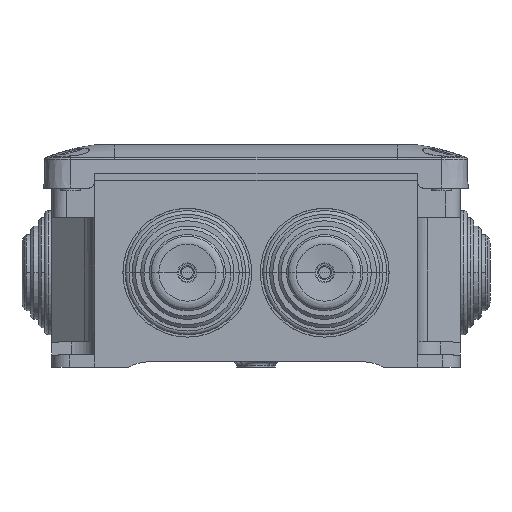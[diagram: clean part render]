
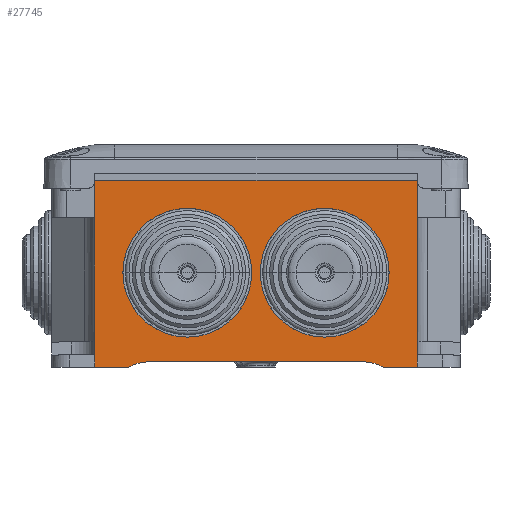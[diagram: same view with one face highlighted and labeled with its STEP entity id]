
A CAD part, left-side view. The second image highlights one B-rep face of the part: STEP entity #27745.
In plain terms, the highlighted planar face has unit normal (-1, 0, 0).
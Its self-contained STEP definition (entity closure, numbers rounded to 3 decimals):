
#130 = CIRCLE ( 'NONE', #70414, 17.367 ) ;
#520 = CIRCLE ( 'NONE', #98556, 10. ) ;
#562 = LINE ( 'NONE', #79861, #73721 ) ;
#745 = DIRECTION ( 'NONE',  ( 0., 0., -1. ) ) ;
#2214 = DIRECTION ( 'NONE',  ( -1., 0., 0. ) ) ;
#3140 = EDGE_CURVE ( 'NONE', #48784, #65024, #98859, .T. ) ;
#3570 = CARTESIAN_POINT ( 'NONE',  ( -75., 18.5, 42.867 ) ) ;
#3863 = CARTESIAN_POINT ( 'NONE',  ( -75., -18.5, 8.133 ) ) ;
#4088 = ORIENTED_EDGE ( 'NONE', *, *, #37628, .F. ) ;
#4737 = CARTESIAN_POINT ( 'NONE',  ( -75., -29.032, -8.5 ) ) ;
#5801 = ORIENTED_EDGE ( 'NONE', *, *, #98671, .T. ) ;
#7110 = EDGE_CURVE ( 'NONE', #60110, #31582, #25274, .T. ) ;
#7628 = AXIS2_PLACEMENT_3D ( 'NONE', #42741, #89296, #10994 ) ;
#8469 = EDGE_CURVE ( 'NONE', #45789, #18504, #24487, .T. ) ;
#9117 = CARTESIAN_POINT ( 'NONE',  ( -75., -34.3, 1.5 ) ) ;
#9491 = EDGE_CURVE ( 'NONE', #22749, #53424, #562, .T. ) ;
#10267 = CARTESIAN_POINT ( 'NONE',  ( -75., -43.4, 0. ) ) ;
#10994 = DIRECTION ( 'NONE',  ( 0., 0., -1. ) ) ;
#13572 = EDGE_CURVE ( 'NONE', #101047, #72456, #79250, .T. ) ;
#14326 = ORIENTED_EDGE ( 'NONE', *, *, #58036, .F. ) ;
#14977 = ORIENTED_EDGE ( 'NONE', *, *, #7110, .F. ) ;
#15516 = ORIENTED_EDGE ( 'NONE', *, *, #13572, .F. ) ;
#15575 = PLANE ( 'NONE',  #68911 ) ;
#16292 = DIRECTION ( 'NONE',  ( 0., 0., -1. ) ) ;
#17069 = CARTESIAN_POINT ( 'NONE',  ( -75., -18.5, 25.5 ) ) ;
#17294 = DIRECTION ( 'NONE',  ( -1., 0., 0. ) ) ;
#18504 = VERTEX_POINT ( 'NONE', #10267 ) ;
#19237 = DIRECTION ( 'NONE',  ( 0., 0., -1. ) ) ;
#19243 = CARTESIAN_POINT ( 'NONE',  ( -75., 34.3, 0. ) ) ;
#20421 = VERTEX_POINT ( 'NONE', #3570 ) ;
#21611 = DIRECTION ( 'NONE',  ( 0., 0., -1. ) ) ;
#22749 = VERTEX_POINT ( 'NONE', #19243 ) ;
#23060 = VECTOR ( 'NONE', #82494, 1000. ) ;
#23346 = DIRECTION ( 'NONE',  ( 1., 0., 0. ) ) ;
#23765 = CARTESIAN_POINT ( 'NONE',  ( -75., -43.4, 52.3 ) ) ;
#24487 = LINE ( 'NONE', #55680, #88977 ) ;
#25034 = EDGE_CURVE ( 'NONE', #27302, #18504, #39111, .T. ) ;
#25274 = CIRCLE ( 'NONE', #82487, 17.367 ) ;
#25949 = CARTESIAN_POINT ( 'NONE',  ( -75., -18.5, 42.867 ) ) ;
#27302 = VERTEX_POINT ( 'NONE', #52018 ) ;
#27745 = ADVANCED_FACE ( 'NONE', ( #37571, #68793, #85177 ), #15575, .F. ) ;
#31582 = VERTEX_POINT ( 'NONE', #25949 ) ;
#32415 = DIRECTION ( 'NONE',  ( 0., 0., -1. ) ) ;
#32515 = DIRECTION ( 'NONE',  ( 0., 0., -1. ) ) ;
#32739 = CARTESIAN_POINT ( 'NONE',  ( -75., 43.4, 3.5 ) ) ;
#33092 = CARTESIAN_POINT ( 'NONE',  ( -75., 43.4, 0. ) ) ;
#37571 = FACE_BOUND ( 'NONE', #44676, .T. ) ;
#37628 = EDGE_CURVE ( 'NONE', #48784, #76919, #79141, .T. ) ;
#37889 = EDGE_LOOP ( 'NONE', ( #68379, #15516, #5801, #63899, #94171, #40296, #4088, #93081, #83859, #64182 ) ) ;
#38345 = CARTESIAN_POINT ( 'NONE',  ( -75., 43.4, 52.3 ) ) ;
#38692 = CIRCLE ( 'NONE', #7628, 17.367 ) ;
#38936 = CARTESIAN_POINT ( 'NONE',  ( -75., 43.4, 50.3 ) ) ;
#39111 = LINE ( 'NONE', #23765, #70604 ) ;
#39955 = DIRECTION ( 'NONE',  ( 0., 1., 0. ) ) ;
#40143 = CARTESIAN_POINT ( 'NONE',  ( -75., -43.4, 52.3 ) ) ;
#40234 = CARTESIAN_POINT ( 'NONE',  ( -75., -50., 50.3 ) ) ;
#40296 = ORIENTED_EDGE ( 'NONE', *, *, #84377, .F. ) ;
#40346 = DIRECTION ( 'NONE',  ( 0., 1., 0. ) ) ;
#40374 = DIRECTION ( 'NONE',  ( 0., 0., -1. ) ) ;
#42059 = ORIENTED_EDGE ( 'NONE', *, *, #63123, .T. ) ;
#42741 = CARTESIAN_POINT ( 'NONE',  ( -75., -18.5, 25.5 ) ) ;
#43694 = AXIS2_PLACEMENT_3D ( 'NONE', #57076, #80167, #19237 ) ;
#44676 = EDGE_LOOP ( 'NONE', ( #14326, #14977 ) ) ;
#45789 = VERTEX_POINT ( 'NONE', #85623 ) ;
#47891 = CARTESIAN_POINT ( 'NONE',  ( -75., 29.032, 1.5 ) ) ;
#48784 = VERTEX_POINT ( 'NONE', #38936 ) ;
#49965 = VECTOR ( 'NONE', #78140, 1000. ) ;
#52018 = CARTESIAN_POINT ( 'NONE',  ( -75., -43.4, 3.5 ) ) ;
#53424 = VERTEX_POINT ( 'NONE', #33092 ) ;
#53908 = DIRECTION ( 'NONE',  ( 0., 0., -1. ) ) ;
#54519 = CARTESIAN_POINT ( 'NONE',  ( -75., 18.5, 25.5 ) ) ;
#55680 = CARTESIAN_POINT ( 'NONE',  ( -75., -50., 0. ) ) ;
#57076 = CARTESIAN_POINT ( 'NONE',  ( -75., 18.5, 25.5 ) ) ;
#58036 = EDGE_CURVE ( 'NONE', #31582, #60110, #38692, .T. ) ;
#58414 = CIRCLE ( 'NONE', #43694, 17.367 ) ;
#59604 = VERTEX_POINT ( 'NONE', #91596 ) ;
#59914 = CARTESIAN_POINT ( 'NONE',  ( -75., 43.4, 52.3 ) ) ;
#60110 = VERTEX_POINT ( 'NONE', #3863 ) ;
#63123 = EDGE_CURVE ( 'NONE', #20421, #59604, #130, .T. ) ;
#63899 = ORIENTED_EDGE ( 'NONE', *, *, #8469, .T. ) ;
#64182 = ORIENTED_EDGE ( 'NONE', *, *, #9491, .F. ) ;
#64527 = AXIS2_PLACEMENT_3D ( 'NONE', #4737, #91690, #21611 ) ;
#65024 = VERTEX_POINT ( 'NONE', #32739 ) ;
#66510 = EDGE_CURVE ( 'NONE', #59604, #20421, #58414, .T. ) ;
#68379 = ORIENTED_EDGE ( 'NONE', *, *, #89253, .F. ) ;
#68793 = FACE_BOUND ( 'NONE', #81506, .T. ) ;
#68911 = AXIS2_PLACEMENT_3D ( 'NONE', #69823, #85701, #53908 ) ;
#69445 = CIRCLE ( 'NONE', #64527, 10. ) ;
#69507 = CARTESIAN_POINT ( 'NONE',  ( -75., -29.032, 1.5 ) ) ;
#69823 = CARTESIAN_POINT ( 'NONE',  ( -75., -50., 3.5 ) ) ;
#70414 = AXIS2_PLACEMENT_3D ( 'NONE', #54519, #23346, #32515 ) ;
#70604 = VECTOR ( 'NONE', #90939, 1000. ) ;
#70725 = VECTOR ( 'NONE', #40374, 1000. ) ;
#72456 = VERTEX_POINT ( 'NONE', #47891 ) ;
#73721 = VECTOR ( 'NONE', #39955, 1000. ) ;
#75593 = CARTESIAN_POINT ( 'NONE',  ( -75., -43.4, 50.3 ) ) ;
#76919 = VERTEX_POINT ( 'NONE', #75593 ) ;
#78140 = DIRECTION ( 'NONE',  ( 0., -1., 0. ) ) ;
#79054 = LINE ( 'NONE', #40143, #99544 ) ;
#79141 = LINE ( 'NONE', #40234, #49965 ) ;
#79250 = LINE ( 'NONE', #9117, #89095 ) ;
#79272 = LINE ( 'NONE', #38345, #70725 ) ;
#79861 = CARTESIAN_POINT ( 'NONE',  ( -75., 50., 0. ) ) ;
#80167 = DIRECTION ( 'NONE',  ( 1., 0., 0. ) ) ;
#81506 = EDGE_LOOP ( 'NONE', ( #42059, #94167 ) ) ;
#82487 = AXIS2_PLACEMENT_3D ( 'NONE', #17069, #2214, #32415 ) ;
#82494 = DIRECTION ( 'NONE',  ( 0., 0., -1. ) ) ;
#83859 = ORIENTED_EDGE ( 'NONE', *, *, #88721, .T. ) ;
#84377 = EDGE_CURVE ( 'NONE', #76919, #27302, #79054, .T. ) ;
#85177 = FACE_OUTER_BOUND ( 'NONE', #37889, .T. ) ;
#85623 = CARTESIAN_POINT ( 'NONE',  ( -75., -34.3, 0. ) ) ;
#85701 = DIRECTION ( 'NONE',  ( 1., 0., 0. ) ) ;
#86943 = DIRECTION ( 'NONE',  ( 0., -1., 0. ) ) ;
#87408 = CARTESIAN_POINT ( 'NONE',  ( -75., 29.032, -8.5 ) ) ;
#88721 = EDGE_CURVE ( 'NONE', #65024, #53424, #79272, .T. ) ;
#88977 = VECTOR ( 'NONE', #86943, 1000. ) ;
#89095 = VECTOR ( 'NONE', #40346, 1000. ) ;
#89253 = EDGE_CURVE ( 'NONE', #72456, #22749, #520, .T. ) ;
#89296 = DIRECTION ( 'NONE',  ( -1., 0., 0. ) ) ;
#90939 = DIRECTION ( 'NONE',  ( 0., 0., -1. ) ) ;
#91596 = CARTESIAN_POINT ( 'NONE',  ( -75., 18.5, 8.133 ) ) ;
#91690 = DIRECTION ( 'NONE',  ( 1., 0., 0. ) ) ;
#93081 = ORIENTED_EDGE ( 'NONE', *, *, #3140, .T. ) ;
#94167 = ORIENTED_EDGE ( 'NONE', *, *, #66510, .T. ) ;
#94171 = ORIENTED_EDGE ( 'NONE', *, *, #25034, .F. ) ;
#98556 = AXIS2_PLACEMENT_3D ( 'NONE', #87408, #17294, #16292 ) ;
#98671 = EDGE_CURVE ( 'NONE', #101047, #45789, #69445, .T. ) ;
#98859 = LINE ( 'NONE', #59914, #23060 ) ;
#99544 = VECTOR ( 'NONE', #745, 1000. ) ;
#101047 = VERTEX_POINT ( 'NONE', #69507 ) ;
